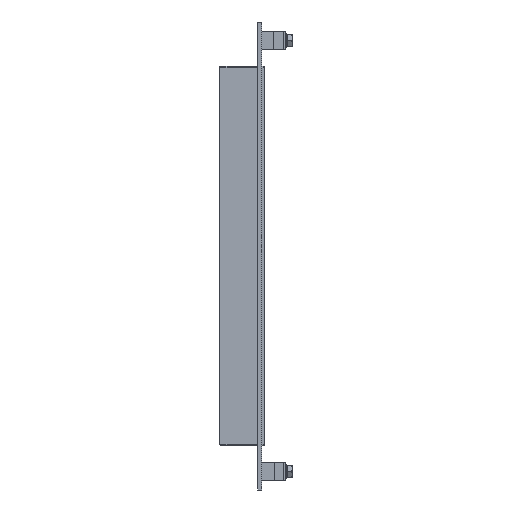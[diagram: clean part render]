
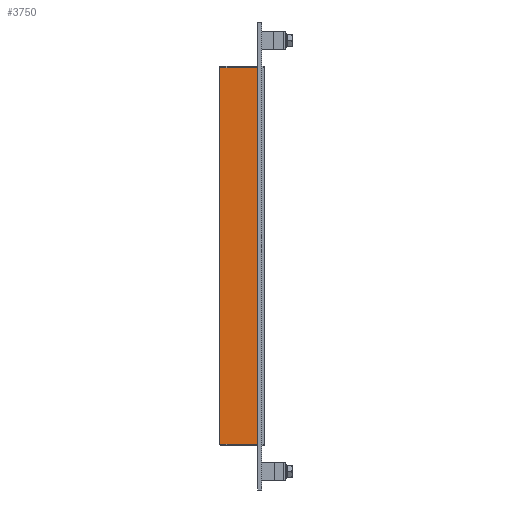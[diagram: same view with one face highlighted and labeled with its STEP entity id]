
A CAD part, left-side view. The second image highlights one B-rep face of the part: STEP entity #3750.
In plain terms, the highlighted planar face has unit normal (-1, 0, 0).
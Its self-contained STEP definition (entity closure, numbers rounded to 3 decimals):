
#1491=CARTESIAN_POINT('',(-392.5,57.0,-255.25));
#1492=VERTEX_POINT('',#1491);
#1501=CARTESIAN_POINT('',(-392.5,57.0,255.25));
#1502=VERTEX_POINT('',#1501);
#1503=CARTESIAN_POINT('',(-392.5,57.0,-255.25));
#1504=DIRECTION('',(0.0,0.0,1.0));
#1505=VECTOR('',#1504,510.5);
#1506=LINE('',#1503,#1505);
#1507=EDGE_CURVE('',#1492,#1502,#1506,.T.);
#3235=CARTESIAN_POINT('',(-392.5,6.,255.25));
#3236=VERTEX_POINT('',#3235);
#3246=CARTESIAN_POINT('',(-392.5,6.,-255.25));
#3247=VERTEX_POINT('',#3246);
#3248=CARTESIAN_POINT('',(-392.5,6.,-255.25));
#3249=DIRECTION('',(0.0,0.0,1.0));
#3250=VECTOR('',#3249,510.5);
#3251=LINE('',#3248,#3250);
#3252=EDGE_CURVE('',#3247,#3236,#3251,.T.);
#3683=CARTESIAN_POINT('',(-392.5,6.,-255.25));
#3684=DIRECTION('',(0.0,1.0,0.0));
#3685=VECTOR('',#3684,51.0);
#3686=LINE('',#3683,#3685);
#3687=EDGE_CURVE('',#3247,#1492,#3686,.T.);
#3734=CARTESIAN_POINT('',(-392.5,0.0,-257.25));
#3735=DIRECTION('',(-1.0,0.0,0.0));
#3736=DIRECTION('',(0.0,0.0,1.0));
#3737=AXIS2_PLACEMENT_3D('',#3734,#3735,#3736);
#3738=PLANE('',#3737);
#3739=ORIENTED_EDGE('',*,*,#3252,.T.);
#3740=CARTESIAN_POINT('',(-392.5,57.0,255.25));
#3741=DIRECTION('',(0.0,-1.0,0.0));
#3742=VECTOR('',#3741,51.0);
#3743=LINE('',#3740,#3742);
#3744=EDGE_CURVE('',#1502,#3236,#3743,.T.);
#3745=ORIENTED_EDGE('',*,*,#3744,.F.);
#3746=ORIENTED_EDGE('',*,*,#1507,.F.);
#3747=ORIENTED_EDGE('',*,*,#3687,.F.);
#3748=EDGE_LOOP('',(#3739,#3745,#3746,#3747));
#3749=FACE_OUTER_BOUND('',#3748,.T.);
#3750=ADVANCED_FACE('',(#3749),#3738,.T.);
